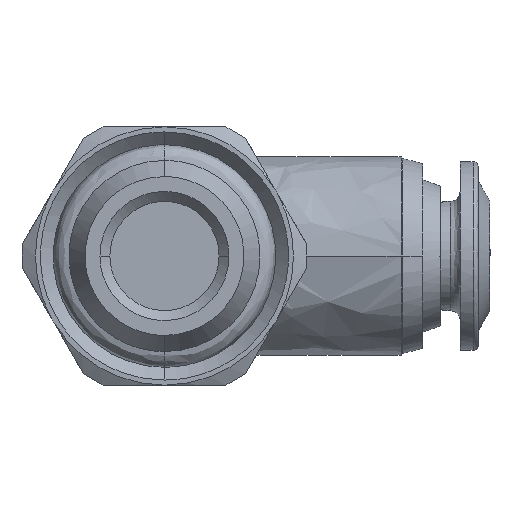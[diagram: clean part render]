
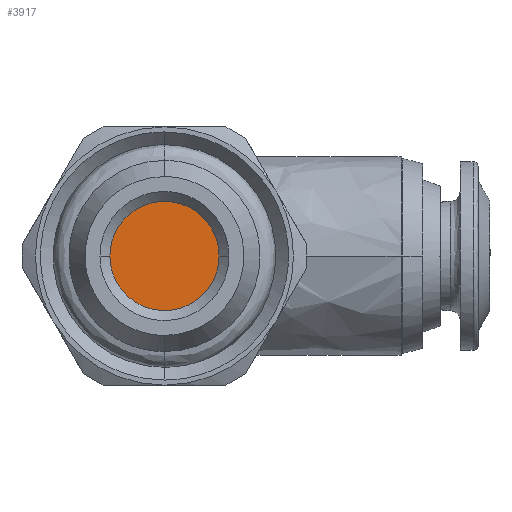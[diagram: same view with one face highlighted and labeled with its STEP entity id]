
A CAD part, left-side view. The second image highlights one B-rep face of the part: STEP entity #3917.
In plain terms, the highlighted free-form (B-spline) face has degree [1, 1] with [2, 2] control points.
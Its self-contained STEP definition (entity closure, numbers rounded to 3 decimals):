
#584 = EDGE_LOOP ( 'NONE', ( #2862, #6312 ) ) ;
#1072 = VERTEX_POINT ( 'NONE', #7992 ) ;
#1277 = CARTESIAN_POINT ( 'NONE',  ( -12.871, -2.75, -5.5 ) ) ;
#1694 = EDGE_CURVE ( 'NONE', #1931, #1072, #8262, .T. ) ;
#1774 = CARTESIAN_POINT ( 'NONE',  ( -12.871, 2.75, 1.611 ) ) ;
#1913 = CARTESIAN_POINT ( 'NONE',  ( -12.871, -2.75, 0. ) ) ;
#1931 = VERTEX_POINT ( 'NONE', #7895 ) ;
#2069 = CARTESIAN_POINT ( 'NONE',  ( -12.871, -2.783, 2.783 ) ) ;
#2862 = ORIENTED_EDGE ( 'NONE', *, *, #5572, .F. ) ;
#2944 = CARTESIAN_POINT ( 'NONE',  ( -12.871, 2.783, -2.783 ) ) ;
#2994 =( BOUNDED_CURVE ( )  B_SPLINE_CURVE ( 3, ( #1913, #1277, #5859, #5835 ),
 .UNSPECIFIED., .F., .F. ) 
 B_SPLINE_CURVE_WITH_KNOTS ( ( 4, 4 ),
 ( -3.142, 0. ),
 .UNSPECIFIED. ) 
 CURVE ( )  GEOMETRIC_REPRESENTATION_ITEM ( )  RATIONAL_B_SPLINE_CURVE ( ( 1., 0.333, 0.333, 1. ) ) 
 REPRESENTATION_ITEM ( '' )  );
#3049 = CARTESIAN_POINT ( 'NONE',  ( -12.871, -2.75, 0. ) ) ;
#3100 = CARTESIAN_POINT ( 'NONE',  ( -12.871, 1.611, 2.75 ) ) ;
#3917 = ADVANCED_FACE ( 'NONE', ( #6528 ), #7803, .F. ) ;
#4441 = CARTESIAN_POINT ( 'NONE',  ( -12.871, -1.611, 2.75 ) ) ;
#4468 = CARTESIAN_POINT ( 'NONE',  ( -12.871, -2.75, 1.611 ) ) ;
#5421 = CARTESIAN_POINT ( 'NONE',  ( -12.871, -2.783, -2.783 ) ) ;
#5572 = EDGE_CURVE ( 'NONE', #1072, #1931, #2994, .T. ) ;
#5835 = CARTESIAN_POINT ( 'NONE',  ( -12.871, 2.75, 0. ) ) ;
#5859 = CARTESIAN_POINT ( 'NONE',  ( -12.871, 2.75, -5.5 ) ) ;
#6312 = ORIENTED_EDGE ( 'NONE', *, *, #1694, .F. ) ;
#6385 = CARTESIAN_POINT ( 'NONE',  ( -12.871, 2.75, 0. ) ) ;
#6528 = FACE_OUTER_BOUND ( 'NONE', #584, .T. ) ;
#7752 = CARTESIAN_POINT ( 'NONE',  ( -12.871, 0., 2.75 ) ) ;
#7803 = B_SPLINE_SURFACE_WITH_KNOTS ( 'NONE', 1, 1, ( 
 ( #2069, #8022 ),
 ( #5421, #2944 ) ),
 .UNSPECIFIED., .F., .F., .F.,
 ( 2, 2 ),
 ( 2, 2 ),
 ( 0., 1. ),
 ( 0., 1. ),
 .UNSPECIFIED. ) ;
#7895 = CARTESIAN_POINT ( 'NONE',  ( -12.871, 2.75, 0. ) ) ;
#7992 = CARTESIAN_POINT ( 'NONE',  ( -12.871, -2.75, 0. ) ) ;
#8022 = CARTESIAN_POINT ( 'NONE',  ( -12.871, 2.783, 2.783 ) ) ;
#8262 =( BOUNDED_CURVE ( )  B_SPLINE_CURVE ( 3, ( #6385, #1774, #3100, #7752, #4441, #4468, #3049 ),
 .UNSPECIFIED., .F., .F. ) 
 B_SPLINE_CURVE_WITH_KNOTS ( ( 4, 3, 4 ),
 ( -3.142, -1.571, 0. ),
 .UNSPECIFIED. ) 
 CURVE ( )  GEOMETRIC_REPRESENTATION_ITEM ( )  RATIONAL_B_SPLINE_CURVE ( ( 1., 0.805, 0.805, 1., 0.805, 0.805, 1. ) ) 
 REPRESENTATION_ITEM ( '' )  );
